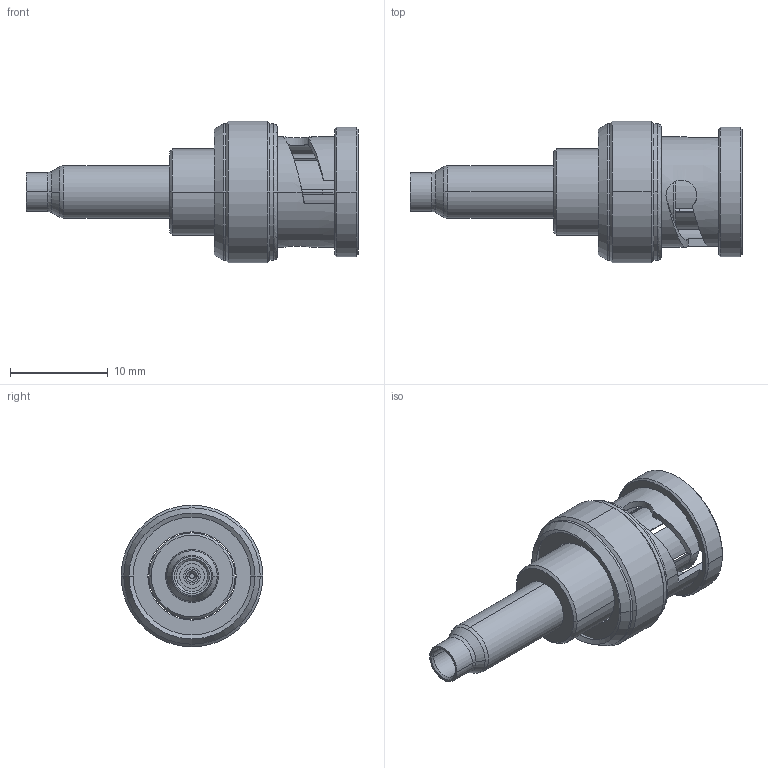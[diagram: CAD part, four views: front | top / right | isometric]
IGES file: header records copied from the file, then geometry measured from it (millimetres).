
Start section:  PTC IGES file: 31-70013.igs
Global section: file name: 31-70013.igs; native system: Pro/ENGINEER by Parametric Technology Corporation; preprocessor: 2010280; author: clementlazer; organization: Unknown; date: 20111025.162411; units: millimetre
Bounding box: 33.93 x 14.48 x 14.48 mm (x, y, z)
Surface area: 2409 mm2 (no closed solid volume)
Topology: 0 solids, 0 shells, 113 faces, 582 edges, 582 vertices
Faces by surface type: revolution 84, bspline 29
